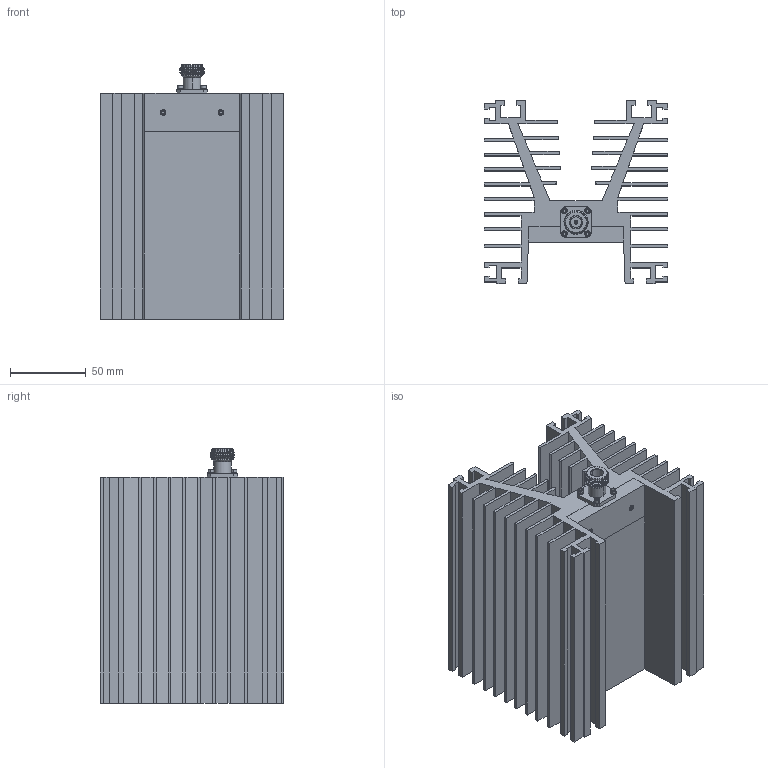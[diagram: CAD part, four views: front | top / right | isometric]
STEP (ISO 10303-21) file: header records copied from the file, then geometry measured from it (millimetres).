
FILE_DESCRIPTION (( 'STEP AP203' ), '1' );
FILE_NAME ('PE6042.step', '2018-12-10T16:56:00', ( '' ), ( '' ), 'SwSTEP 2.0', 'SolidWorks 2017', '' );
FILE_SCHEMA (( 'CONFIG_CONTROL_DESIGN' ));
Length unit declared in the file: inch
Products named in the file (1): PE6042
Bounding box: 120.9 x 120.9 x 167.7 mm (x, y, z)
Volume: 712724.1 mm3; surface area: 330093.7 mm2
Topology: 8 solids, 8 shells, 677 faces, 1805 edges, 1168 vertices
Faces by surface type: plane 295, cylinder 274, cone 93, bspline 15
Entity records: 27481 total; most frequent: CARTESIAN_POINT 11920, ORIENTED_EDGE 3610, DIRECTION 2841, EDGE_CURVE 1805, VERTEX_POINT 1168, LINE 1023, VECTOR 1023, AXIS2_PLACEMENT_3D 909
